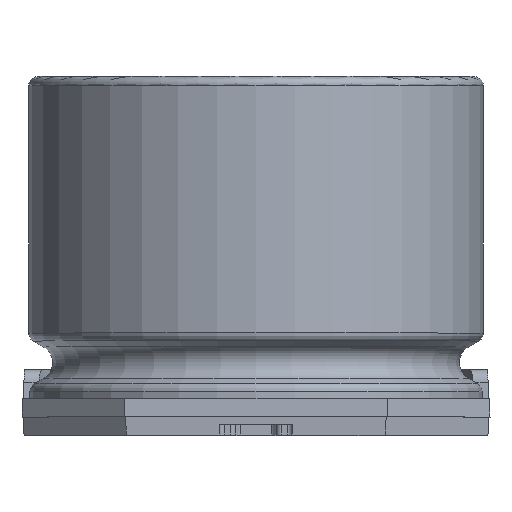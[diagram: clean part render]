
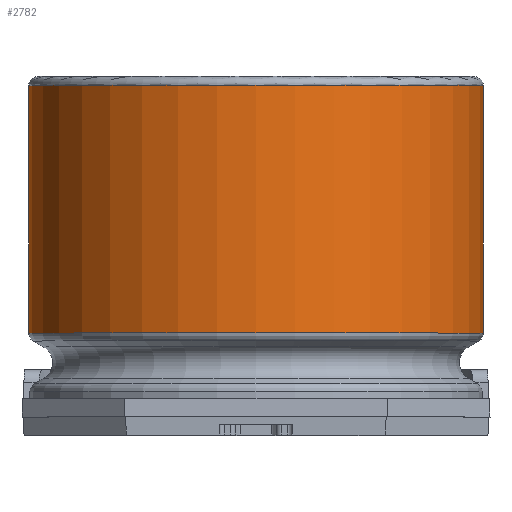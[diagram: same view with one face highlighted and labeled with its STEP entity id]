
A CAD part, top view. The second image highlights one B-rep face of the part: STEP entity #2782.
In plain terms, the highlighted cylindrical face has radius 5 mm (diameter 10 mm), a full revolution.
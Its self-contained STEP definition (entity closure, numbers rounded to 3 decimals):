
#25=CARTESIAN_POINT('NONE',(0.0,7.3,0.0));
#233=CARTESIAN_POINT('NONE',(0.0,1.85,-5.));
#378=DIRECTION('NONE',(0.0,0.0,-1.0));
#571=VERTEX_POINT('NONE',#2743);
#762=CARTESIAN_POINT('NONE',(0.0,0.0,0.0));
#827=DIRECTION('NONE',(0.0,0.0,-1.0));
#1068=CARTESIAN_POINT('NONE',(0.0,1.85,0.0));
#1155=DIRECTION('NONE',(-0.0,-1.0,-0.0));
#1186=EDGE_CURVE('NONE',#2099,#2099,#4387,.T.);
#1694=ORIENTED_EDGE('NONE',*,*,#3309,.T.);
#1770=FACE_OUTER_BOUND('NONE',#2234,.T.);
#2099=VERTEX_POINT('NONE',#233);
#2234=EDGE_LOOP('NONE',(#2998));
#2526=CIRCLE('NONE',#2757,5.);
#2529=DIRECTION('NONE',(0.0,0.0,-1.0));
#2535=AXIS2_PLACEMENT_3D('NONE',#1068,#4601,#2529);
#2743=CARTESIAN_POINT('NONE',(0.0,7.3,-5.));
#2757=AXIS2_PLACEMENT_3D('NONE',#25,#1155,#827);
#2782=ADVANCED_FACE('NONE',(#2872,#1770),#3210,.T.);
#2872=FACE_OUTER_BOUND('NONE',#4014,.T.);
#2998=ORIENTED_EDGE('NONE',*,*,#1186,.F.);
#3210=CYLINDRICAL_SURFACE('NONE',#3944,5.0);
#3309=EDGE_CURVE('NONE',#571,#571,#2526,.T.);
#3576=DIRECTION('NONE',(-0.0,-1.0,-0.0));
#3944=AXIS2_PLACEMENT_3D('NONE',#762,#3576,#378);
#4014=EDGE_LOOP('NONE',(#1694));
#4387=CIRCLE('NONE',#2535,5.);
#4601=DIRECTION('NONE',(-0.0,-1.0,-0.0));
